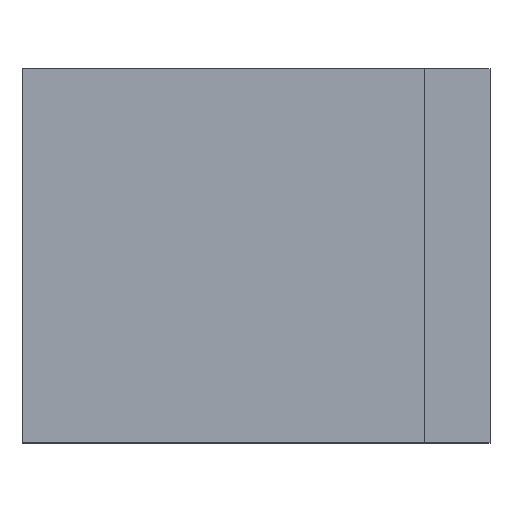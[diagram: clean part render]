
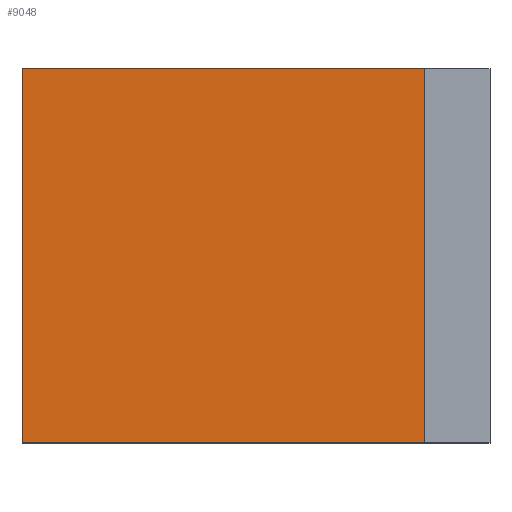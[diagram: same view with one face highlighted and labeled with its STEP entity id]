
A CAD part, top view. The second image highlights one B-rep face of the part: STEP entity #9048.
In plain terms, the highlighted planar face has unit normal (0, 0, 1).
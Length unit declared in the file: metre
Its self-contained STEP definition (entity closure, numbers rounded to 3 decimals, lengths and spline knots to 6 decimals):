
#3821=ORIENTED_EDGE('',*,*,#5343,.T.);
#3822=ORIENTED_EDGE('',*,*,#5337,.T.);
#3823=ORIENTED_EDGE('',*,*,#5346,.T.);
#3824=ORIENTED_EDGE('',*,*,#5345,.T.);
#5337=EDGE_CURVE('',#6157,#6156,#6661,.T.);
#5343=EDGE_CURVE('',#6164,#6157,#6667,.T.);
#5345=EDGE_CURVE('',#6165,#6164,#6669,.T.);
#5346=EDGE_CURVE('',#6156,#6165,#6670,.T.);
#6156=VERTEX_POINT('',#33393);
#6157=VERTEX_POINT('',#33395);
#6164=VERTEX_POINT('',#33409);
#6165=VERTEX_POINT('',#33413);
#6661=LINE('',#33394,#7253);
#6667=LINE('',#33410,#7259);
#6669=LINE('',#33414,#7261);
#6670=LINE('',#33416,#7262);
#7253=VECTOR('',#10426,1.);
#7259=VECTOR('',#10436,1.);
#7261=VECTOR('',#10440,1.);
#7262=VECTOR('',#10443,1.);
#7897=EDGE_LOOP('',(#3821,#3822,#3823,#3824));
#8372=FACE_BOUND('',#7897,.T.);
#8707=PLANE('',#9548);
#9048=ADVANCED_FACE('',(#8372),#8707,.F.);
#9548=AXIS2_PLACEMENT_3D('',#33417,#10444,#10445);
#10426=DIRECTION('',(0.,1.,0.));
#10436=DIRECTION('',(1.,0.,0.));
#10440=DIRECTION('',(0.,-1.,0.));
#10443=DIRECTION('',(-1.,0.,0.));
#10444=DIRECTION('',(0.,0.,-1.));
#10445=DIRECTION('',(-1.,0.,0.));
#33393=CARTESIAN_POINT('',(1.8,2.,2.6));
#33394=CARTESIAN_POINT('',(1.8,0.,2.6));
#33395=CARTESIAN_POINT('',(1.8,-2.,2.6));
#33409=CARTESIAN_POINT('',(-2.5,-2.,2.6));
#33410=CARTESIAN_POINT('',(-2.5,-2.,2.6));
#33413=CARTESIAN_POINT('',(-2.5,2.,2.6));
#33414=CARTESIAN_POINT('',(-2.5,-2.,2.6));
#33416=CARTESIAN_POINT('',(-2.5,2.,2.6));
#33417=CARTESIAN_POINT('',(0.,0.,2.6));
